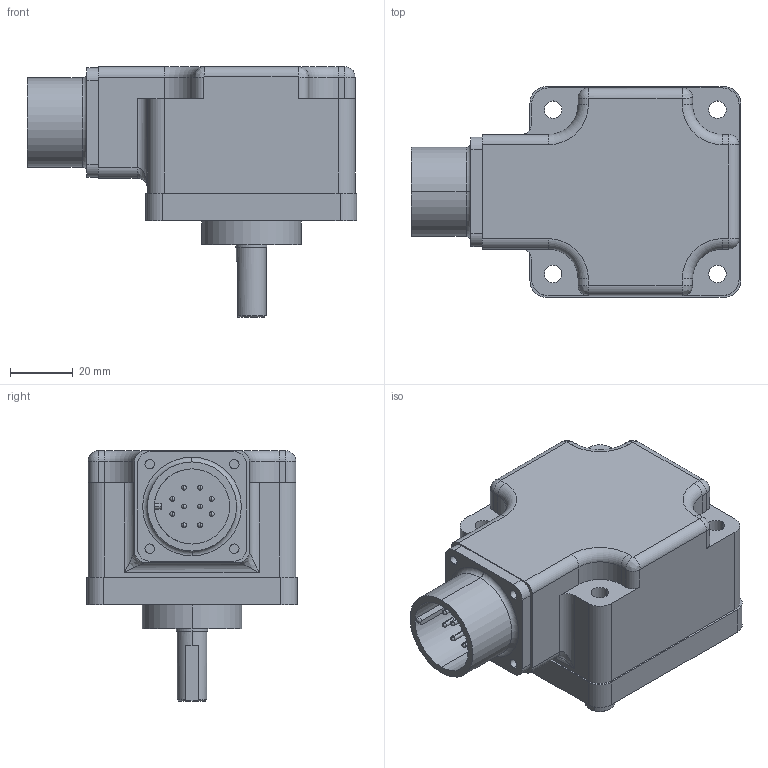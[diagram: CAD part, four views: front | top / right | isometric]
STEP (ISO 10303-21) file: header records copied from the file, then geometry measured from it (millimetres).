
FILE_DESCRIPTION((''),'2;1');
FILE_NAME('HD25-SINGLE2','2011-03-29T',('abhishek.jadhav'),(''),'PRO/ENGINEER BY PARAMETRIC TECHNOLOGY CORPORATION, 2007030','PRO/ENGINEER BY PARAMETRIC TECHNOLOGY CORPORATION, 2007030','');
FILE_SCHEMA(('CONFIG_CONTROL_DESIGN'));
Length unit declared in the file: inch
Products named in the file (1): HD25-SINGLE2
Bounding box: 105.18 x 67.31 x 79.96 mm (x, y, z)
Volume: 139648.8 mm3; surface area: 45496.7 mm2
Topology: 1 solids, 1 shells, 269 faces, 641 edges, 384 vertices
Faces by surface type: cylinder 136, plane 62, sphere 24, cone 20, torus 15, bspline 12
Entity records: 8081 total; most frequent: CARTESIAN_POINT 1709, DIRECTION 1466, ORIENTED_EDGE 1226, EDGE_CURVE 613, AXIS2_PLACEMENT_3D 608, VERTEX_POINT 384, CIRCLE 351, EDGE_LOOP 319
